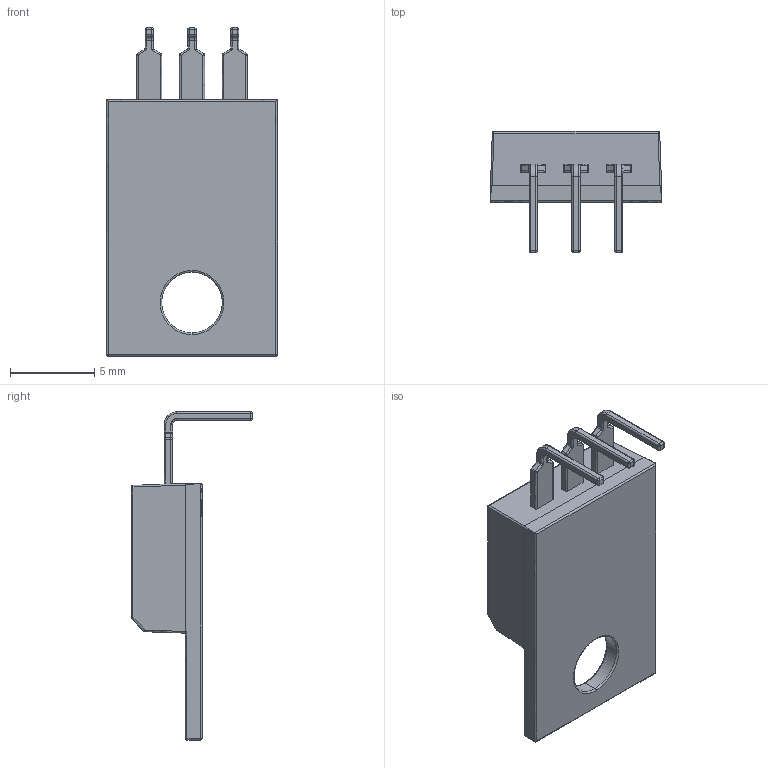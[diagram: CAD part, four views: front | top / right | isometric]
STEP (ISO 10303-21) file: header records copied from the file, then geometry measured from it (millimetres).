
FILE_DESCRIPTION(/* description */ (''),/* implementation_level */ '2;1');
FILE_NAME(/* name */ 'TO-220~1',/* time_stamp */ '2017-04-07T11:27:27+03:00',/* author */ (''),/* organization */ (''),/* preprocessor_version */ 'ST-DEVELOPER v15',/* originating_system */ '',/* authorisation */ '');
FILE_SCHEMA (('AUTOMOTIVE_DESIGN'));
Length unit declared in the file: millimetre
Products named in the file (1): Document
Bounding box: 10.16 x 7.2 x 19.49 mm (x, y, z)
Surface area: 523.7 mm2 (no closed solid volume)
Topology: 0 solids, 201 shells, 201 faces, 896 edges, 876 vertices
Faces by surface type: bspline 153, plane 48
Entity records: 14797 total; most frequent: CARTESIAN_POINT 8682, ORIENTED_EDGE 876, EDGE_CURVE 876, VERTEX_POINT 876, B_SPLINE_CURVE_WITH_KNOTS 496, EDGE_LOOP 206, COLOUR_RGB 201, FILL_AREA_STYLE_COLOUR 201
